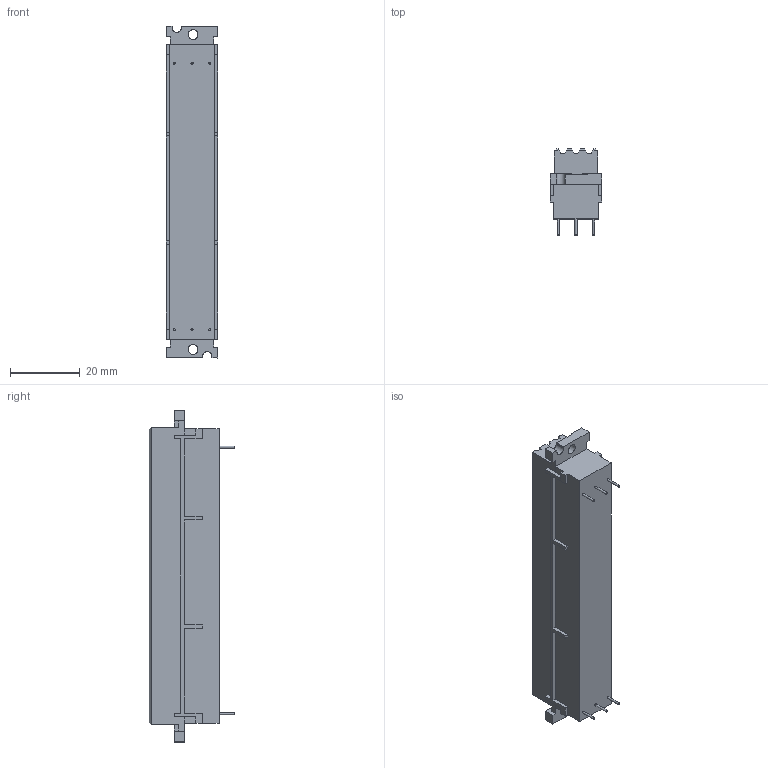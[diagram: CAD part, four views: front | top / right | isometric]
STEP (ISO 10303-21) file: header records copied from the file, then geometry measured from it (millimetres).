
FILE_DESCRIPTION((''),'2;1');
FILE_NAME( '0906_DIN_Type_F_straight_female_48_pole.stp', '2004-07-28T13:09:12',('User'),('SDRC'),'I-DEAS Master Series 9','UNIX', 'Yes');
FILE_SCHEMA(('AUTOMOTIVE_DESIGN { 1 0 10303 214 1 1 1 1 }'));
Length unit declared in the file: millimetre
Products named in the file (1): 0906_DIN_Type_F_straight_female_48_pole
Bounding box: 14.7 x 24.5 x 94.9 mm (x, y, z)
Volume: 20938.9 mm3; surface area: 7654.7 mm2
Topology: 1 solids, 1 shells, 172 faces, 466 edges, 308 vertices
Faces by surface type: bspline 172
Entity records: 5055 total; most frequent: CARTESIAN_POINT 2114, ORIENTED_EDGE 932, EDGE_CURVE 466, VERTEX_POINT 308, QUASI_UNIFORM_CURVE 237, B_SPLINE_CURVE_WITH_KNOTS 208, EDGE_LOOP 188, FACE_OUTER_BOUND 172
